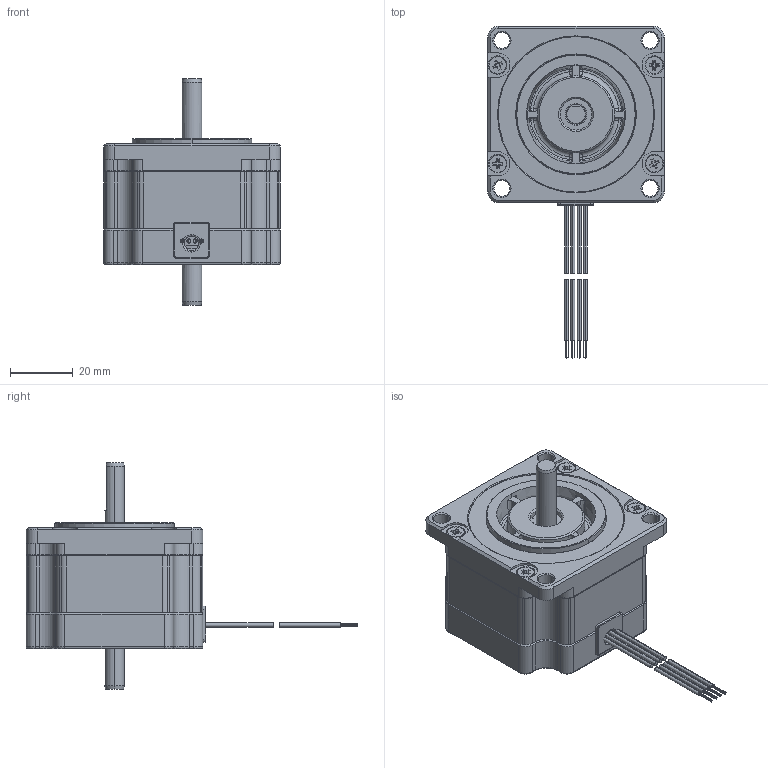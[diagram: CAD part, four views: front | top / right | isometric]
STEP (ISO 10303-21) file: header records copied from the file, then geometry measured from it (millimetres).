
FILE_DESCRIPTION((''),'2;1');
FILE_NAME('4611110027515_ASM','2024-04-17T13:17:05',('ms26442'),(''),'CREO PARAMETRIC BY PTC INC, 2018100','CREO PARAMETRIC BY PTC INC, 2018100','');
FILE_SCHEMA(('CONFIG_CONTROL_DESIGN'));
Products named in the file (25): 4613102100013; 3698153000015; 3698153000134; 4613104002240_ASM; 4634140202350; 3632305500063; 4613103004622_ASM; 4219121302125; 4613106100326_AF0; 4332101101885_AF0; 4693220000369_AF0; 4613106100326_AF1; 4613107105365_ASM; 4333201500270; 4333201500254; 4331101000005; 4613108002370_ASM; 4219121302777; 4294440200013_AF0; 4294404000573; 4294440200013_AF1; 4613153001269_ASM; 3219720005029; 3219720000388; 4611110027515_ASM
Assembly tree (28 placements, depth 5):
  4611110027515_ASM
    4613153001269_ASM
      4613103004622_ASM
        4613104002240_ASM
          4613102100013
          3698153000015
          3698153000134
        4634140202350
        3632305500063
      4219121302125
      4613108002370_ASM
        4613107105365_ASM
          4613106100326_AF0
          4332101101885_AF0
          4693220000369_AF0
          4613106100326_AF1
        4333201500270
        4333201500254
        4331101000005  x2
      4219121302777
      4294440200013_AF0
      4294404000573  x4
      4294440200013_AF1
    3219720005029
    3219720000388
Bounding box: 56.26 x 105.68 x 72 mm (x, y, z)
Volume: 77304.4 mm3; surface area: 74759 mm2
Topology: 33 solids, 47 shells, 3236 faces, 8778 edges, 5740 vertices
Faces by surface type: cylinder 1493, plane 1483, cone 131, torus 64, bspline 41, extrusion 24
Entity records: 102282 total; most frequent: CARTESIAN_POINT 20602, DIRECTION 17566, ORIENTED_EDGE 16908, EDGE_CURVE 8468, AXIS2_PLACEMENT_3D 6167, VERTEX_POINT 5542, VECTOR 5232, LINE 5208
